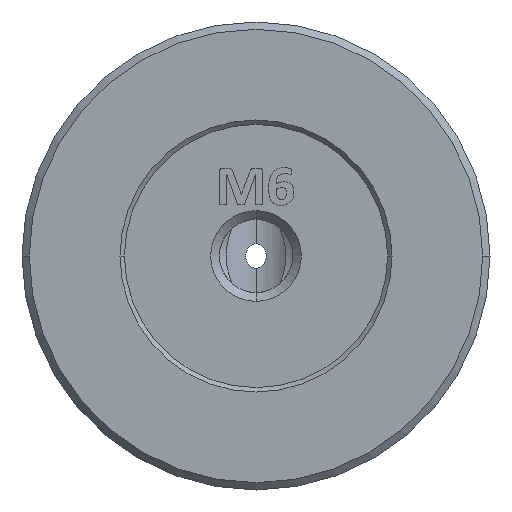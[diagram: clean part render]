
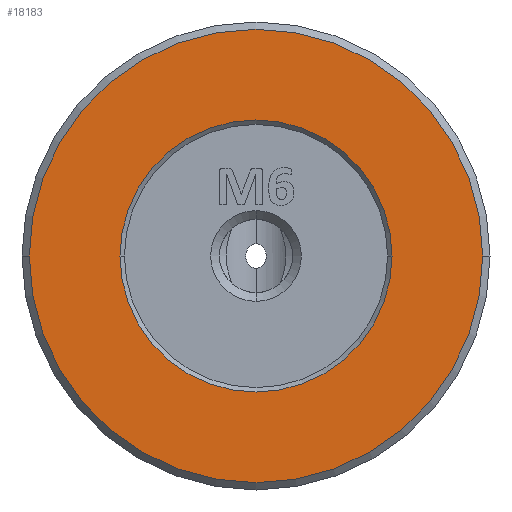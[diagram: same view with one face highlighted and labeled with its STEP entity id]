
A CAD part, left-side view. The second image highlights one B-rep face of the part: STEP entity #18183.
In plain terms, the highlighted planar face has unit normal (-1, 0, 0).
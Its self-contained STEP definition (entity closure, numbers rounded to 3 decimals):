
#1060 = VERTEX_POINT ( 'NONE', #24258 ) ;
#1281 = EDGE_LOOP ( 'NONE', ( #13599, #21786 ) ) ;
#3360 = DIRECTION ( 'NONE',  ( 0., -1., 0. ) ) ;
#3511 = DIRECTION ( 'NONE',  ( 0., -1., 0. ) ) ;
#3671 = ORIENTED_EDGE ( 'NONE', *, *, #11480, .T. ) ;
#3730 = CIRCLE ( 'NONE', #29885, 9.3 ) ;
#4238 = DIRECTION ( 'NONE',  ( 0., 1., 0. ) ) ;
#4675 = DIRECTION ( 'NONE',  ( 0., -1., 0. ) ) ;
#6812 = DIRECTION ( 'NONE',  ( 1., 0., 0. ) ) ;
#7721 = AXIS2_PLACEMENT_3D ( 'NONE', #27578, #6812, #4675 ) ;
#8652 = FACE_OUTER_BOUND ( 'NONE', #1281, .T. ) ;
#8804 = FACE_BOUND ( 'NONE', #19932, .T. ) ;
#8868 = AXIS2_PLACEMENT_3D ( 'NONE', #24873, #8955, #4238 ) ;
#8955 = DIRECTION ( 'NONE',  ( -1., 0., 0. ) ) ;
#9083 = EDGE_CURVE ( 'NONE', #1060, #22704, #9700, .T. ) ;
#9700 = CIRCLE ( 'NONE', #21311, 15.5 ) ;
#10502 = VERTEX_POINT ( 'NONE', #29817 ) ;
#10785 = CARTESIAN_POINT ( 'NONE',  ( -62.738, 4.064, 6.822 ) ) ;
#10938 = DIRECTION ( 'NONE',  ( -1., 0., 0. ) ) ;
#11480 = EDGE_CURVE ( 'NONE', #11920, #10502, #3730, .T. ) ;
#11920 = VERTEX_POINT ( 'NONE', #16667 ) ;
#13354 = DIRECTION ( 'NONE',  ( -1., 0., 0. ) ) ;
#13599 = ORIENTED_EDGE ( 'NONE', *, *, #14665, .T. ) ;
#14347 = ORIENTED_EDGE ( 'NONE', *, *, #15866, .T. ) ;
#14665 = EDGE_CURVE ( 'NONE', #22704, #1060, #17228, .T. ) ;
#14807 = AXIS2_PLACEMENT_3D ( 'NONE', #10785, #10938, #20034 ) ;
#15630 = PLANE ( 'NONE',  #8868 ) ;
#15866 = EDGE_CURVE ( 'NONE', #10502, #11920, #28535, .T. ) ;
#16667 = CARTESIAN_POINT ( 'NONE',  ( -62.738, 13.364, 6.822 ) ) ;
#17228 = CIRCLE ( 'NONE', #14807, 15.5 ) ;
#17303 = CARTESIAN_POINT ( 'NONE',  ( -62.738, 4.064, 6.822 ) ) ;
#18183 = ADVANCED_FACE ( 'NONE', ( #8804, #8652 ), #15630, .T. ) ;
#19932 = EDGE_LOOP ( 'NONE', ( #14347, #3671 ) ) ;
#20034 = DIRECTION ( 'NONE',  ( 0., -1., 0. ) ) ;
#21311 = AXIS2_PLACEMENT_3D ( 'NONE', #22001, #13354, #3511 ) ;
#21786 = ORIENTED_EDGE ( 'NONE', *, *, #9083, .T. ) ;
#22001 = CARTESIAN_POINT ( 'NONE',  ( -62.738, 4.064, 6.822 ) ) ;
#22704 = VERTEX_POINT ( 'NONE', #29451 ) ;
#23840 = DIRECTION ( 'NONE',  ( 1., 0., 0. ) ) ;
#24258 = CARTESIAN_POINT ( 'NONE',  ( -62.738, -11.436, 6.822 ) ) ;
#24873 = CARTESIAN_POINT ( 'NONE',  ( -62.738, 4.064, 6.822 ) ) ;
#27578 = CARTESIAN_POINT ( 'NONE',  ( -62.738, 4.064, 6.822 ) ) ;
#28535 = CIRCLE ( 'NONE', #7721, 9.3 ) ;
#29451 = CARTESIAN_POINT ( 'NONE',  ( -62.738, 19.564, 6.822 ) ) ;
#29817 = CARTESIAN_POINT ( 'NONE',  ( -62.738, -5.236, 6.822 ) ) ;
#29885 = AXIS2_PLACEMENT_3D ( 'NONE', #17303, #23840, #3360 ) ;
